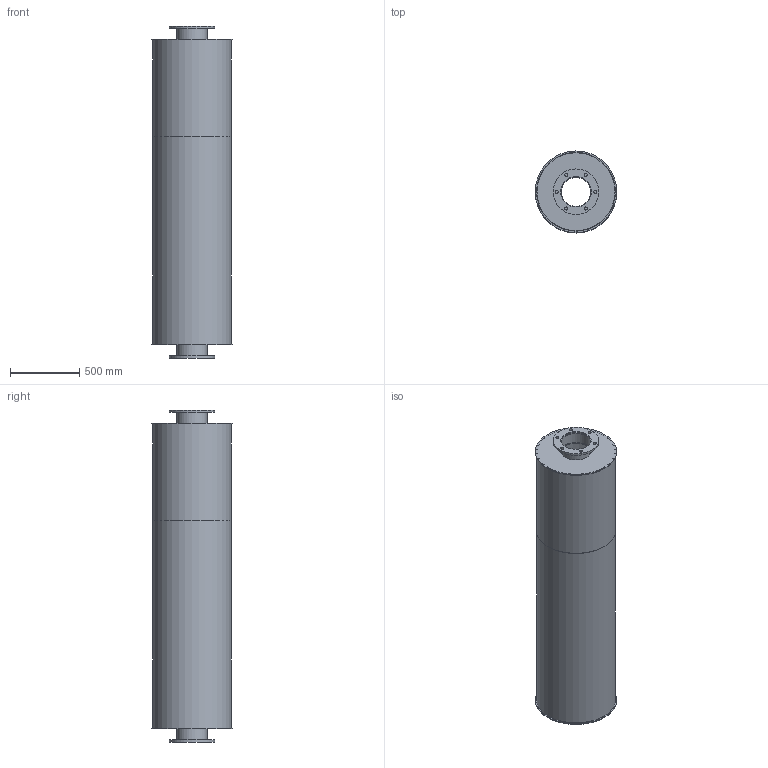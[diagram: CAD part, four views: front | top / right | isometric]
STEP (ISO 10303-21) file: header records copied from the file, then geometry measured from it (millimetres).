
FILE_DESCRIPTION(/* description */ (''),/* implementation_level */ '2;1');
FILE_NAME(/* name */ 'HDD 08.stp',/* time_stamp */ '2014-10-14T10:25:21+02:00',/* author */ ('Tekenkamer'),/* organization */ (''),/* preprocessor_version */ 'ST-DEVELOPER v15.6',/* originating_system */ 'Autodesk Inventor 2015',/* authorisation */ '');
FILE_SCHEMA (('AUTOMOTIVE_DESIGN { 1 0 10303 214 3 1 1 }'));
Length unit declared in the file: millimetre
Products named in the file (1): MAAT3D
Bounding box: 590 x 590 x 2400 mm (x, y, z)
Volume: 15930097.4 mm3; surface area: 9338874.3 mm2
Topology: 8 solids, 8 shells, 44 faces, 84 edges, 56 vertices
Faces by surface type: cylinder 28, plane 16
Full cylindrical faces by diameter (mm): 22 x12, 213 x2, 219 x2, 221 x4, 330 x2, 564 x2, 570 x2, 590 x2
Entity records: 1108 total; most frequent: DIRECTION 202, CARTESIAN_POINT 157, EDGE_LOOP 112, ORIENTED_EDGE 112, AXIS2_PLACEMENT_3D 101, FACE_BOUND 68, CIRCLE 56, VERTEX_POINT 56
